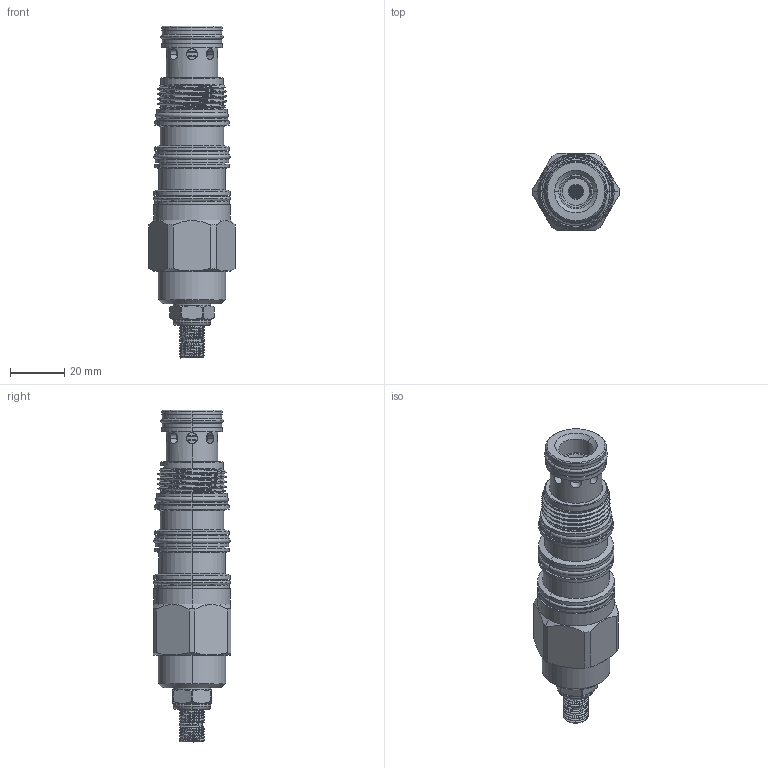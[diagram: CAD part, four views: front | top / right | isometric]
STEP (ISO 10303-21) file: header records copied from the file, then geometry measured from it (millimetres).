
FILE_DESCRIPTION (( 'STEP AP203' ), '1' );
FILE_NAME ('RV22A40-L.STEP', '2020-03-25T00:35:41', ( '' ), ( '' ), 'SwSTEP 2.0', 'SolidWorks 2018', '' );
FILE_SCHEMA (( 'CONFIG_CONTROL_DESIGN' ));
Products named in the file (1): RV22A40-L
Bounding box: 31.8 x 28.57 x 122.35 mm (x, y, z)
Volume: 52492.4 mm3; surface area: 15869.9 mm2
Topology: 7 solids, 7 shells, 786 faces, 2166 edges, 1363 vertices
Faces by surface type: cylinder 609, plane 68, cone 59, torus 38, bspline 8, sphere 4
Entity records: 56461 total; most frequent: CARTESIAN_POINT 37458, ORIENTED_EDGE 4328, DIRECTION 3125, EDGE_CURVE 2164, VERTEX_POINT 1363, AXIS2_PLACEMENT_3D 1230, EDGE_LOOP 1195, B_SPLINE_CURVE_WITH_KNOTS 965
